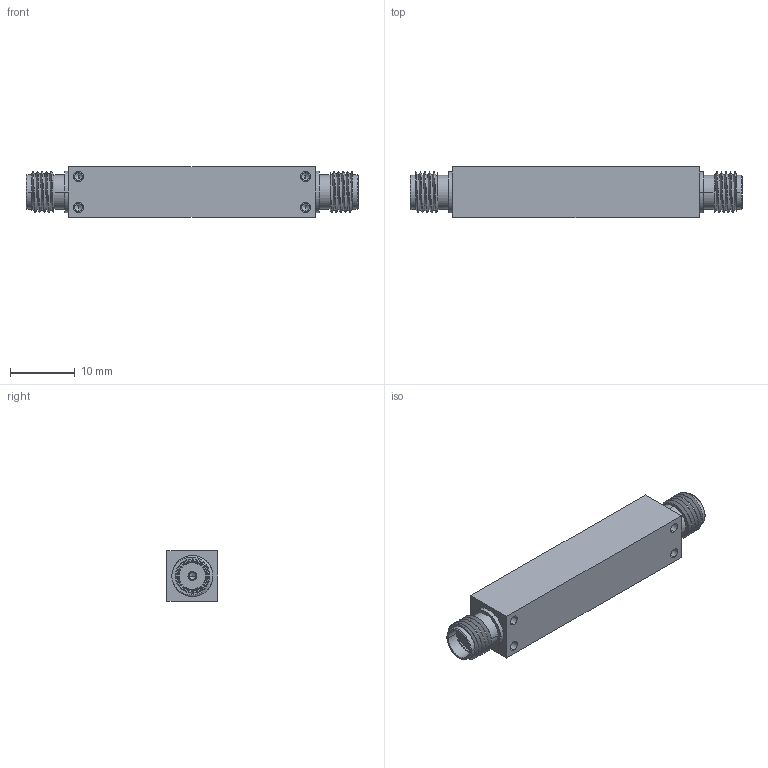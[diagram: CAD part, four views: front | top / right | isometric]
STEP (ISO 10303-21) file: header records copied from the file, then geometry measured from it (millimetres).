
FILE_DESCRIPTION (( 'STEP AP214' ), '1' );
FILE_NAME ('LP625-600-3A-SFF.STEP', '2022-11-07T21:52:46', ( '' ), ( '' ), 'SwSTEP 2.0', 'SolidWorks 2022', '' );
FILE_SCHEMA (( 'AUTOMOTIVE_DESIGN' ));
Length unit declared in the file: inch
Products named in the file (1): LP625-600-3A-SFF
Bounding box: 51.31 x 8 x 7.87 mm (x, y, z)
Volume: 2802.7 mm3; surface area: 2595.9 mm2
Topology: 4 solids, 6 shells, 1172 faces, 4554 edges, 3518 vertices
Faces by surface type: cylinder 576, torus 420, plane 156, cone 16, bspline 4
Entity records: 80174 total; most frequent: CARTESIAN_POINT 26448, ORIENTED_EDGE 9076, DIRECTION 7221, EDGE_CURVE 4538, VERTEX_POINT 3518, AXIS2_PLACEMENT_3D 2635, LINE 1951, VECTOR 1951
